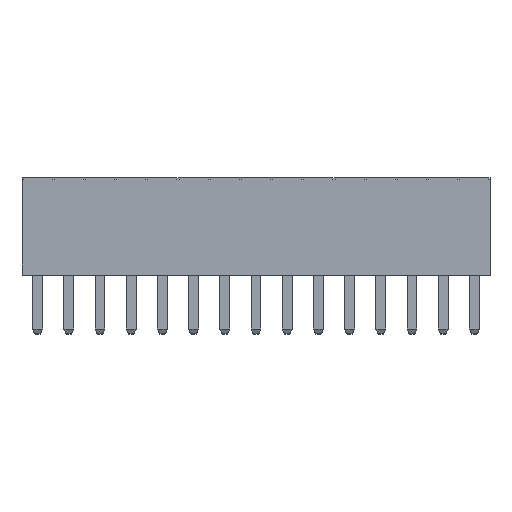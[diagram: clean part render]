
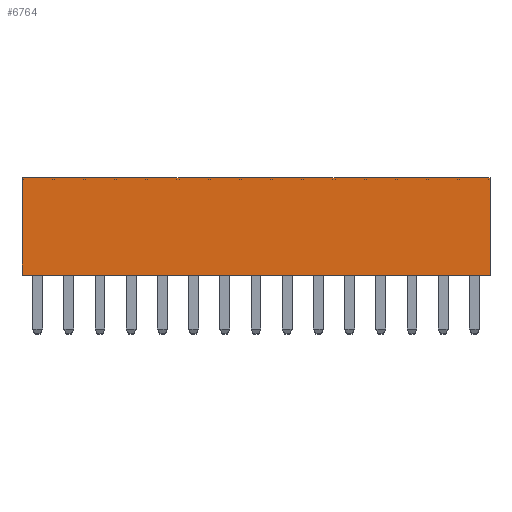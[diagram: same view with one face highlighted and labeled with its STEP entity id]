
A CAD part, top view. The second image highlights one B-rep face of the part: STEP entity #6764.
In plain terms, the highlighted planar face has unit normal (0, 0, 1).
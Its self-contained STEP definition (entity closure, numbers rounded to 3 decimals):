
#3 = ORIENTED_EDGE ( 'NONE', *, *, #3834, .T. ) ;
#46 = DIRECTION ( 'NONE',  ( -1., 0., 0. ) ) ;
#77 = VERTEX_POINT ( 'NONE', #10689 ) ;
#343 = LINE ( 'NONE', #6553, #7814 ) ;
#410 = DIRECTION ( 'NONE',  ( -1., 0., 0. ) ) ;
#492 = PLANE ( 'NONE',  #9369 ) ;
#616 = EDGE_CURVE ( 'NONE', #10658, #8839, #6663, .T. ) ;
#729 = CARTESIAN_POINT ( 'NONE',  ( -13.1, 3.955, 0.635 ) ) ;
#798 = CARTESIAN_POINT ( 'NONE',  ( -5.715, 3.955, 0.635 ) ) ;
#923 = EDGE_CURVE ( 'NONE', #4556, #7754, #7218, .T. ) ;
#960 = ORIENTED_EDGE ( 'NONE', *, *, #616, .T. ) ;
#1013 = EDGE_CURVE ( 'NONE', #8839, #3301, #8389, .T. ) ;
#1083 = CARTESIAN_POINT ( 'NONE',  ( -2.94, 3.955, 0.635 ) ) ;
#1174 = DIRECTION ( 'NONE',  ( -1., 0., 0. ) ) ;
#1279 = ORIENTED_EDGE ( 'NONE', *, *, #2507, .T. ) ;
#1432 = ORIENTED_EDGE ( 'NONE', *, *, #5502, .T. ) ;
#1513 = VECTOR ( 'NONE', #5723, 1000. ) ;
#1531 = VERTEX_POINT ( 'NONE', #798 ) ;
#1596 = CARTESIAN_POINT ( 'NONE',  ( -10.56, 3.955, 0.635 ) ) ;
#1648 = CARTESIAN_POINT ( 'NONE',  ( -16.91, 3.955, 0.635 ) ) ;
#1844 = LINE ( 'NONE', #729, #10636 ) ;
#1857 = CARTESIAN_POINT ( 'NONE',  ( -14.605, 3.955, 0.635 ) ) ;
#1914 = CARTESIAN_POINT ( 'NONE',  ( -11.83, 3.955, 0.635 ) ) ;
#2080 = LINE ( 'NONE', #1914, #8458 ) ;
#2170 = LINE ( 'NONE', #5663, #7380 ) ;
#2177 = VERTEX_POINT ( 'NONE', #7937 ) ;
#2229 = LINE ( 'NONE', #4004, #1513 ) ;
#2271 = ORIENTED_EDGE ( 'NONE', *, *, #923, .T. ) ;
#2329 = ORIENTED_EDGE ( 'NONE', *, *, #7245, .T. ) ;
#2494 = LINE ( 'NONE', #8610, #4076 ) ;
#2507 = EDGE_CURVE ( 'NONE', #1531, #2177, #9108, .T. ) ;
#2597 = DIRECTION ( 'NONE',  ( -1., 0., 0. ) ) ;
#2790 = ORIENTED_EDGE ( 'NONE', *, *, #9407, .T. ) ;
#2941 = DIRECTION ( 'NONE',  ( 0., -1., 0. ) ) ;
#2967 = VECTOR ( 'NONE', #46, 1000. ) ;
#2995 = DIRECTION ( 'NONE',  ( 1., 0., 0. ) ) ;
#3000 = VECTOR ( 'NONE', #9960, 1000. ) ;
#3010 = VERTEX_POINT ( 'NONE', #4312 ) ;
#3084 = LINE ( 'NONE', #6575, #10007 ) ;
#3239 = CARTESIAN_POINT ( 'NONE',  ( -18.415, 0., 0.635 ) ) ;
#3301 = VERTEX_POINT ( 'NONE', #6022 ) ;
#3622 = CARTESIAN_POINT ( 'NONE',  ( -9.525, 3.955, 0.635 ) ) ;
#3776 = CARTESIAN_POINT ( 'NONE',  ( -5.48, 3.955, 0.635 ) ) ;
#3778 = DIRECTION ( 'NONE',  ( 0., 0., -1. ) ) ;
#3834 = EDGE_CURVE ( 'NONE', #10701, #7415, #10917, .T. ) ;
#3902 = VECTOR ( 'NONE', #410, 1000. ) ;
#3919 = VECTOR ( 'NONE', #2941, 1000. ) ;
#4004 = CARTESIAN_POINT ( 'NONE',  ( -14.37, 3.955, 0.635 ) ) ;
#4042 = CARTESIAN_POINT ( 'NONE',  ( -6.75, 3.955, 0.635 ) ) ;
#4062 = DIRECTION ( 'NONE',  ( -1., 0., 0. ) ) ;
#4076 = VECTOR ( 'NONE', #5812, 1000. ) ;
#4219 = EDGE_CURVE ( 'NONE', #3301, #77, #2494, .T. ) ;
#4265 = VERTEX_POINT ( 'NONE', #8735 ) ;
#4312 = CARTESIAN_POINT ( 'NONE',  ( -13.335, 3.955, 0.635 ) ) ;
#4356 = ORIENTED_EDGE ( 'NONE', *, *, #4586, .T. ) ;
#4396 = CARTESIAN_POINT ( 'NONE',  ( -9.29, 3.955, 0.635 ) ) ;
#4403 = VECTOR ( 'NONE', #4923, 1000. ) ;
#4556 = VERTEX_POINT ( 'NONE', #4856 ) ;
#4586 = EDGE_CURVE ( 'NONE', #77, #6001, #2170, .T. ) ;
#4598 = LINE ( 'NONE', #7974, #7392 ) ;
#4615 = CARTESIAN_POINT ( 'NONE',  ( -0.635, 4.32, 0.635 ) ) ;
#4694 = EDGE_CURVE ( 'NONE', #2177, #4556, #4598, .T. ) ;
#4778 = DIRECTION ( 'NONE',  ( -1., 0., 0. ) ) ;
#4856 = CARTESIAN_POINT ( 'NONE',  ( -8.255, 3.955, 0.635 ) ) ;
#4923 = DIRECTION ( 'NONE',  ( -1., 0., 0. ) ) ;
#5065 = VECTOR ( 'NONE', #10973, 1000. ) ;
#5495 = ORIENTED_EDGE ( 'NONE', *, *, #7123, .T. ) ;
#5502 = EDGE_CURVE ( 'NONE', #6001, #9879, #343, .T. ) ;
#5504 = LINE ( 'NONE', #9981, #3919 ) ;
#5526 = DIRECTION ( 'NONE',  ( -1., 0., 0. ) ) ;
#5572 = DIRECTION ( 'NONE',  ( -1., 0., 0. ) ) ;
#5663 = CARTESIAN_POINT ( 'NONE',  ( -18.415, 4.32, 0.635 ) ) ;
#5691 = LINE ( 'NONE', #1083, #9511 ) ;
#5723 = DIRECTION ( 'NONE',  ( -1., 0., 0. ) ) ;
#5762 = ORIENTED_EDGE ( 'NONE', *, *, #5996, .T. ) ;
#5812 = DIRECTION ( 'NONE',  ( -1., 0., 0. ) ) ;
#5980 = EDGE_CURVE ( 'NONE', #10656, #10701, #9906, .T. ) ;
#5996 = EDGE_CURVE ( 'NONE', #9795, #7568, #3084, .T. ) ;
#6001 = VERTEX_POINT ( 'NONE', #3239 ) ;
#6022 = CARTESIAN_POINT ( 'NONE',  ( -17.145, 3.955, 0.635 ) ) ;
#6163 = ORIENTED_EDGE ( 'NONE', *, *, #4694, .T. ) ;
#6453 = DIRECTION ( 'NONE',  ( -1., 0., 0. ) ) ;
#6472 = CARTESIAN_POINT ( 'NONE',  ( -0.4, 3.955, 0.635 ) ) ;
#6532 = ORIENTED_EDGE ( 'NONE', *, *, #1013, .T. ) ;
#6553 = CARTESIAN_POINT ( 'NONE',  ( -0.635, 0., 0.635 ) ) ;
#6575 = CARTESIAN_POINT ( 'NONE',  ( -4.21, 3.955, 0.635 ) ) ;
#6663 = LINE ( 'NONE', #10107, #3902 ) ;
#6764 = ADVANCED_FACE ( 'NONE', ( #7421 ), #492, .F. ) ;
#6777 = ORIENTED_EDGE ( 'NONE', *, *, #7863, .T. ) ;
#6953 = CARTESIAN_POINT ( 'NONE',  ( -4.445, 3.955, 0.635 ) ) ;
#7123 = EDGE_CURVE ( 'NONE', #4265, #3010, #1844, .T. ) ;
#7218 = LINE ( 'NONE', #4396, #2967 ) ;
#7235 = CARTESIAN_POINT ( 'NONE',  ( -3.175, 3.955, 0.635 ) ) ;
#7245 = EDGE_CURVE ( 'NONE', #8694, #4265, #2080, .T. ) ;
#7380 = VECTOR ( 'NONE', #9106, 1000. ) ;
#7392 = VECTOR ( 'NONE', #5526, 1000. ) ;
#7415 = VERTEX_POINT ( 'NONE', #9969 ) ;
#7421 = FACE_OUTER_BOUND ( 'NONE', #10292, .T. ) ;
#7444 = EDGE_CURVE ( 'NONE', #3010, #10658, #2229, .T. ) ;
#7559 = VECTOR ( 'NONE', #4062, 1000. ) ;
#7568 = VERTEX_POINT ( 'NONE', #6953 ) ;
#7754 = VERTEX_POINT ( 'NONE', #3622 ) ;
#7814 = VECTOR ( 'NONE', #2995, 1000. ) ;
#7863 = EDGE_CURVE ( 'NONE', #7415, #9795, #5691, .T. ) ;
#7902 = ORIENTED_EDGE ( 'NONE', *, *, #10353, .T. ) ;
#7937 = CARTESIAN_POINT ( 'NONE',  ( -6.985, 3.955, 0.635 ) ) ;
#7974 = CARTESIAN_POINT ( 'NONE',  ( -8.02, 3.955, 0.635 ) ) ;
#8079 = EDGE_CURVE ( 'NONE', #10656, #9879, #5504, .T. ) ;
#8351 = CARTESIAN_POINT ( 'NONE',  ( -0.635, 3.955, 0.635 ) ) ;
#8389 = LINE ( 'NONE', #1648, #4403 ) ;
#8458 = VECTOR ( 'NONE', #5572, 1000. ) ;
#8610 = CARTESIAN_POINT ( 'NONE',  ( -18.18, 3.955, 0.635 ) ) ;
#8694 = VERTEX_POINT ( 'NONE', #11111 ) ;
#8735 = CARTESIAN_POINT ( 'NONE',  ( -12.065, 3.955, 0.635 ) ) ;
#8839 = VERTEX_POINT ( 'NONE', #11221 ) ;
#8859 = ORIENTED_EDGE ( 'NONE', *, *, #5980, .T. ) ;
#8865 = CARTESIAN_POINT ( 'NONE',  ( 0.635, 3.955, 0.635 ) ) ;
#8879 = ORIENTED_EDGE ( 'NONE', *, *, #8079, .F. ) ;
#9106 = DIRECTION ( 'NONE',  ( 0., -1., 0. ) ) ;
#9108 = LINE ( 'NONE', #4042, #5065 ) ;
#9150 = CARTESIAN_POINT ( 'NONE',  ( -1.67, 3.955, 0.635 ) ) ;
#9335 = ORIENTED_EDGE ( 'NONE', *, *, #4219, .T. ) ;
#9369 = AXIS2_PLACEMENT_3D ( 'NONE', #4615, #3778, #1174 ) ;
#9407 = EDGE_CURVE ( 'NONE', #7568, #1531, #10704, .T. ) ;
#9511 = VECTOR ( 'NONE', #6453, 1000. ) ;
#9795 = VERTEX_POINT ( 'NONE', #7235 ) ;
#9879 = VERTEX_POINT ( 'NONE', #10455 ) ;
#9898 = ORIENTED_EDGE ( 'NONE', *, *, #7444, .T. ) ;
#9906 = LINE ( 'NONE', #6472, #10546 ) ;
#9954 = DIRECTION ( 'NONE',  ( -1., 0., 0. ) ) ;
#9960 = DIRECTION ( 'NONE',  ( -1., 0., 0. ) ) ;
#9969 = CARTESIAN_POINT ( 'NONE',  ( -1.905, 3.955, 0.635 ) ) ;
#9981 = CARTESIAN_POINT ( 'NONE',  ( 0.635, 4.32, 0.635 ) ) ;
#10007 = VECTOR ( 'NONE', #10015, 1000. ) ;
#10015 = DIRECTION ( 'NONE',  ( -1., 0., 0. ) ) ;
#10107 = CARTESIAN_POINT ( 'NONE',  ( -15.64, 3.955, 0.635 ) ) ;
#10292 = EDGE_LOOP ( 'NONE', ( #8879, #8859, #3, #6777, #5762, #2790, #1279, #6163, #2271, #7902, #2329, #5495, #9898, #960, #6532, #9335, #4356, #1432 ) ) ;
#10353 = EDGE_CURVE ( 'NONE', #7754, #8694, #11049, .T. ) ;
#10455 = CARTESIAN_POINT ( 'NONE',  ( 0.635, 0., 0.635 ) ) ;
#10546 = VECTOR ( 'NONE', #4778, 1000. ) ;
#10584 = VECTOR ( 'NONE', #9954, 1000. ) ;
#10636 = VECTOR ( 'NONE', #2597, 1000. ) ;
#10656 = VERTEX_POINT ( 'NONE', #8865 ) ;
#10658 = VERTEX_POINT ( 'NONE', #1857 ) ;
#10689 = CARTESIAN_POINT ( 'NONE',  ( -18.415, 3.955, 0.635 ) ) ;
#10701 = VERTEX_POINT ( 'NONE', #8351 ) ;
#10704 = LINE ( 'NONE', #3776, #3000 ) ;
#10917 = LINE ( 'NONE', #9150, #10584 ) ;
#10973 = DIRECTION ( 'NONE',  ( -1., 0., 0. ) ) ;
#11049 = LINE ( 'NONE', #1596, #7559 ) ;
#11111 = CARTESIAN_POINT ( 'NONE',  ( -10.795, 3.955, 0.635 ) ) ;
#11221 = CARTESIAN_POINT ( 'NONE',  ( -15.875, 3.955, 0.635 ) ) ;
